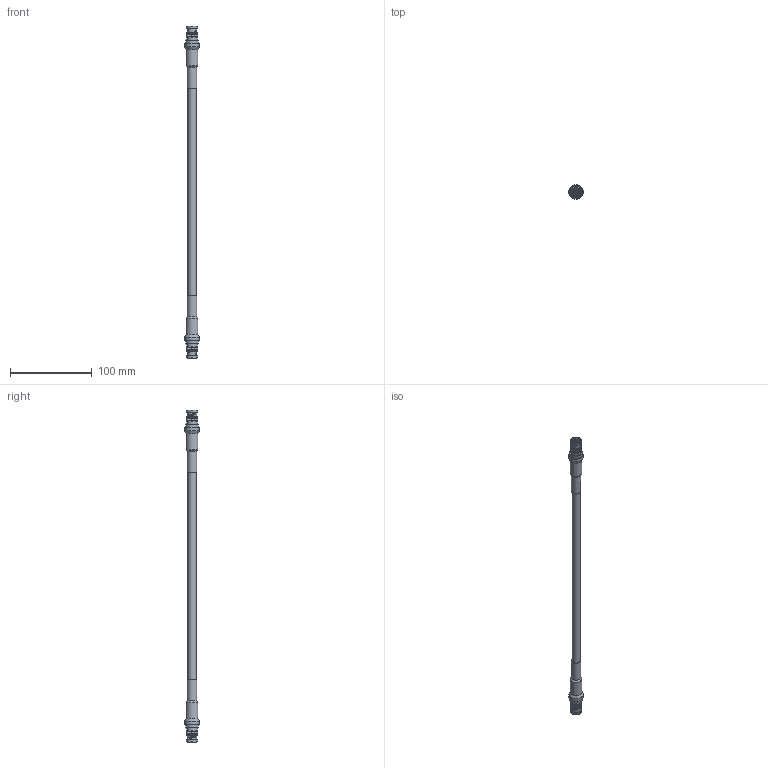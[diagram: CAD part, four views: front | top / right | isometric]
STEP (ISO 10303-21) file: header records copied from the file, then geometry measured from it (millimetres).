
FILE_DESCRIPTION (( 'STEP AP203' ), '1' );
FILE_NAME ('PE3C6725-HS_3D.step', '2022-03-02T15:28:00', ( '' ), ( '' ), 'SwSTEP 2.0', 'SolidWorks 2021', '' );
FILE_SCHEMA (( 'CONFIG_CONTROL_DESIGN' ));
Length unit declared in the file: inch
Products named in the file (3): LMR-400^PE3C6725-HS_LMR-400; TC-400-BM-X^PE3C6725-HS_HeatShrink; PE3C6725-HS_3D
Assembly tree (3 placements, depth 2):
  PE3C6725-HS_3D
    LMR-400^PE3C6725-HS_LMR-400
    TC-400-BM-X^PE3C6725-HS_HeatShrink  x2
Bounding box: 17.52 x 17.52 x 406.85 mm (x, y, z)
Volume: 41706.1 mm3; surface area: 18055.2 mm2
Topology: 5 solids, 9 shells, 847 faces, 1925 edges, 1116 vertices
Faces by surface type: plane 332, cone 284, cylinder 205, bspline 26
Full cylindrical faces by diameter (mm): 0.711 x2, 1.016 x2, 1.092 x2, 1.27 x4, 1.627 x2, 2.054 x2, 2.184 x2, 2.212 x2, 2.489 x2, 3.81 x2, 5.004 x2, 6.904 x2, 7.057 x2, 7.501 x2, 9.395 x2, 9.991 x2, 10.287 x1, 11.303 x2, 11.395 x2, 11.515 x2, 12.504 x2, 13.38 x4, 13.922 x2, 14.432 x2, 15.592 x2, 16 x2, 17.524 x2
Entity records: 13542 total; most frequent: CARTESIAN_POINT 4432, ORIENTED_EDGE 1812, DIRECTION 1776, EDGE_CURVE 906, AXIS2_PLACEMENT_3D 756, VERTEX_POINT 542, EDGE_LOOP 486, FACE_OUTER_BOUND 456
